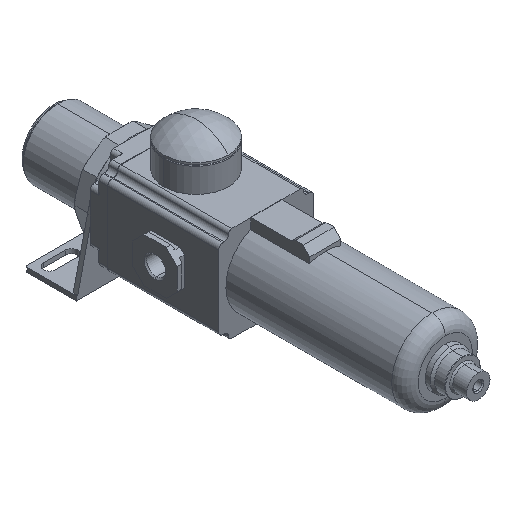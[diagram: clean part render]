
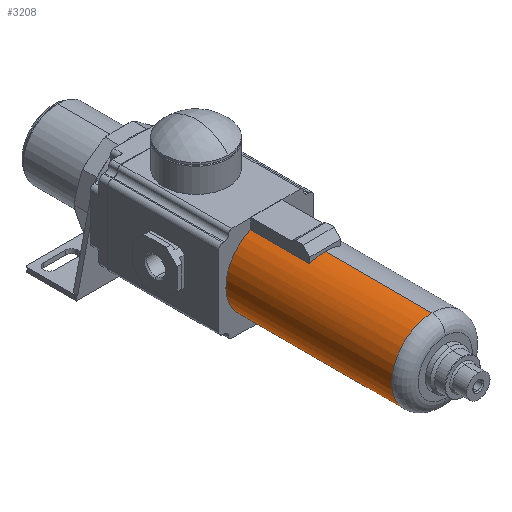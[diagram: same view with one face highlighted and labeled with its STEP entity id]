
A CAD part, isometric view. The second image highlights one B-rep face of the part: STEP entity #3208.
In plain terms, the highlighted cylindrical face has radius 18.2 mm (diameter 36.4 mm), a partial arc.
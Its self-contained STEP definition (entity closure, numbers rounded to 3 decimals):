
#3 = ORIENTED_EDGE ( 'NONE', *, *, #1594, .F. ) ;
#5 = DIRECTION ( 'NONE',  ( 1., 0., 0. ) ) ;
#364 = ORIENTED_EDGE ( 'NONE', *, *, #4002, .F. ) ;
#372 = VECTOR ( 'NONE', #878, 1000. ) ;
#716 = AXIS2_PLACEMENT_3D ( 'NONE', #3336, #6998, #6536 ) ;
#741 = ORIENTED_EDGE ( 'NONE', *, *, #5116, .F. ) ;
#753 = AXIS2_PLACEMENT_3D ( 'NONE', #1068, #1682, #1145 ) ;
#878 = DIRECTION ( 'NONE',  ( 0., 1., 0. ) ) ;
#1068 = CARTESIAN_POINT ( 'NONE',  ( 0., -24., 0. ) ) ;
#1145 = DIRECTION ( 'NONE',  ( 0., 0., 1. ) ) ;
#1297 = ORIENTED_EDGE ( 'NONE', *, *, #3466, .F. ) ;
#1393 = VERTEX_POINT ( 'NONE', #4000 ) ;
#1504 = VERTEX_POINT ( 'NONE', #3205 ) ;
#1519 = CIRCLE ( 'NONE', #716, 18.2 ) ;
#1594 = EDGE_CURVE ( 'NONE', #1504, #6001, #2245, .T. ) ;
#1682 = DIRECTION ( 'NONE',  ( 0., 1., 0. ) ) ;
#2245 = CIRCLE ( 'NONE', #753, 18.2 ) ;
#2256 = EDGE_LOOP ( 'NONE', ( #364, #1297, #3, #5161, #741, #5630 ) ) ;
#2336 = AXIS2_PLACEMENT_3D ( 'NONE', #3717, #5312, #5 ) ;
#2340 = VERTEX_POINT ( 'NONE', #4326 ) ;
#2620 = CARTESIAN_POINT ( 'NONE',  ( 0., -50.77, 18.2 ) ) ;
#3115 = CARTESIAN_POINT ( 'NONE',  ( 0., -99., 18.2 ) ) ;
#3122 = CIRCLE ( 'NONE', #5050, 18.2 ) ;
#3158 = LINE ( 'NONE', #3115, #372 ) ;
#3205 = CARTESIAN_POINT ( 'NONE',  ( 0., -24., -18.2 ) ) ;
#3208 = ADVANCED_FACE ( 'NONE', ( #3215 ), #5421, .T. ) ;
#3215 = FACE_OUTER_BOUND ( 'NONE', #2256, .T. ) ;
#3336 = CARTESIAN_POINT ( 'NONE',  ( 0., -50.77, 0. ) ) ;
#3466 = EDGE_CURVE ( 'NONE', #6001, #3823, #4662, .T. ) ;
#3717 = CARTESIAN_POINT ( 'NONE',  ( 0., -120., 0. ) ) ;
#3823 = VERTEX_POINT ( 'NONE', #6284 ) ;
#3856 = EDGE_CURVE ( 'NONE', #2340, #5100, #3158, .T. ) ;
#4000 = CARTESIAN_POINT ( 'NONE',  ( 0., -99., -18.2 ) ) ;
#4002 = EDGE_CURVE ( 'NONE', #3823, #5100, #1519, .T. ) ;
#4193 = CARTESIAN_POINT ( 'NONE',  ( 0., -99., -18.2 ) ) ;
#4326 = CARTESIAN_POINT ( 'NONE',  ( 0., -99., 18.2 ) ) ;
#4367 = VECTOR ( 'NONE', #6365, 1000. ) ;
#4470 = VECTOR ( 'NONE', #4763, 1000. ) ;
#4638 = EDGE_CURVE ( 'NONE', #1393, #1504, #5792, .T. ) ;
#4662 = LINE ( 'NONE', #5762, #4470 ) ;
#4763 = DIRECTION ( 'NONE',  ( 0., -1., 0. ) ) ;
#4869 = CARTESIAN_POINT ( 'NONE',  ( 0., -99., 0. ) ) ;
#5050 = AXIS2_PLACEMENT_3D ( 'NONE', #4869, #6585, #6505 ) ;
#5100 = VERTEX_POINT ( 'NONE', #2620 ) ;
#5116 = EDGE_CURVE ( 'NONE', #2340, #1393, #3122, .T. ) ;
#5161 = ORIENTED_EDGE ( 'NONE', *, *, #4638, .F. ) ;
#5312 = DIRECTION ( 'NONE',  ( 0., 1., 0. ) ) ;
#5421 = CYLINDRICAL_SURFACE ( 'NONE', #2336, 18.2 ) ;
#5630 = ORIENTED_EDGE ( 'NONE', *, *, #3856, .T. ) ;
#5762 = CARTESIAN_POINT ( 'NONE',  ( -7., -120., 16.8 ) ) ;
#5792 = LINE ( 'NONE', #4193, #4367 ) ;
#6001 = VERTEX_POINT ( 'NONE', #6592 ) ;
#6284 = CARTESIAN_POINT ( 'NONE',  ( -7., -50.77, 16.8 ) ) ;
#6365 = DIRECTION ( 'NONE',  ( 0., 1., 0. ) ) ;
#6505 = DIRECTION ( 'NONE',  ( 0., 0., -1. ) ) ;
#6536 = DIRECTION ( 'NONE',  ( 0., 0., 1. ) ) ;
#6585 = DIRECTION ( 'NONE',  ( 0., -1., 0. ) ) ;
#6592 = CARTESIAN_POINT ( 'NONE',  ( -7., -24., 16.8 ) ) ;
#6998 = DIRECTION ( 'NONE',  ( 0., 1., 0. ) ) ;
